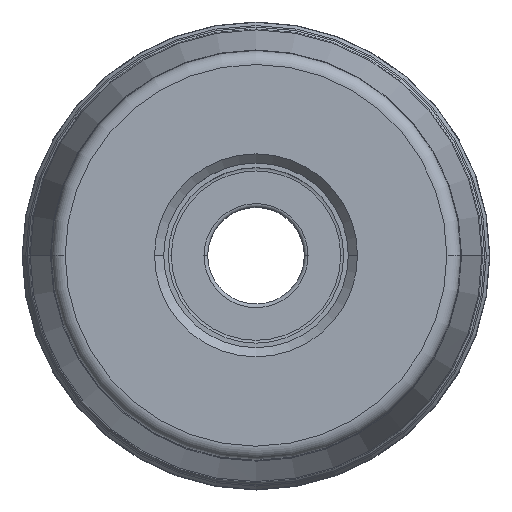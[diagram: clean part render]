
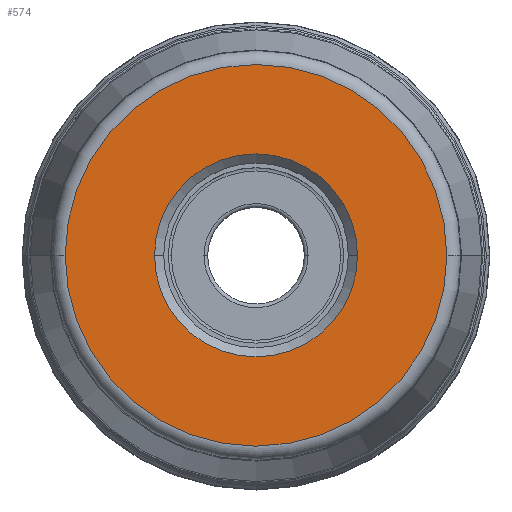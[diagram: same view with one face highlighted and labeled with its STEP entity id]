
A CAD part, top view. The second image highlights one B-rep face of the part: STEP entity #574.
In plain terms, the highlighted planar face has unit normal (0, 0, 1).
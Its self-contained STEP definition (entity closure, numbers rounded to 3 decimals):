
#574=ADVANCED_FACE('',(#621,#622),#609,.F.);
#609=PLANE('',#3395);
#621=FACE_BOUND('',#774,.T.);
#622=FACE_BOUND('',#775,.T.);
#774=EDGE_LOOP('',(#1417,#1418,#1419,#1420));
#775=EDGE_LOOP('',(#1421,#1422,#1423,#1424));
#1417=ORIENTED_EDGE('',*,*,#2129,.F.);
#1418=ORIENTED_EDGE('',*,*,#2127,.F.);
#1419=ORIENTED_EDGE('',*,*,#2126,.T.);
#1420=ORIENTED_EDGE('',*,*,#2130,.T.);
#1421=ORIENTED_EDGE('',*,*,#2131,.T.);
#1422=ORIENTED_EDGE('',*,*,#2132,.T.);
#1423=ORIENTED_EDGE('',*,*,#2133,.T.);
#1424=ORIENTED_EDGE('',*,*,#2134,.T.);
#1761=VERTEX_POINT('',#6349);
#1762=VERTEX_POINT('',#6351);
#1763=VERTEX_POINT('',#6353);
#1764=VERTEX_POINT('',#6357);
#1765=VERTEX_POINT('',#6361);
#1766=VERTEX_POINT('',#6362);
#1767=VERTEX_POINT('',#6364);
#1768=VERTEX_POINT('',#6366);
#2126=EDGE_CURVE('',#1762,#1761,#2597,.T.);
#2127=EDGE_CURVE('',#1762,#1763,#2598,.T.);
#2129=EDGE_CURVE('',#1763,#1764,#2600,.T.);
#2130=EDGE_CURVE('',#1761,#1764,#2601,.T.);
#2131=EDGE_CURVE('',#1765,#1766,#2602,.T.);
#2132=EDGE_CURVE('',#1766,#1767,#2603,.T.);
#2133=EDGE_CURVE('',#1767,#1768,#2604,.T.);
#2134=EDGE_CURVE('',#1768,#1765,#2605,.T.);
#2597=CIRCLE('',#3384,20.725);
#2598=CIRCLE('',#3385,20.725);
#2600=CIRCLE('',#3388,20.725);
#2601=CIRCLE('',#3389,20.725);
#2602=CIRCLE('',#3391,11.025);
#2603=CIRCLE('',#3392,11.025);
#2604=CIRCLE('',#3393,11.025);
#2605=CIRCLE('',#3394,11.025);
#3384=AXIS2_PLACEMENT_3D('',#6350,#4200,#4201);
#3385=AXIS2_PLACEMENT_3D('',#6352,#4202,#4203);
#3388=AXIS2_PLACEMENT_3D('',#6356,#4208,#4209);
#3389=AXIS2_PLACEMENT_3D('',#6358,#4210,#4211);
#3391=AXIS2_PLACEMENT_3D('',#6360,#4214,#4215);
#3392=AXIS2_PLACEMENT_3D('',#6363,#4216,#4217);
#3393=AXIS2_PLACEMENT_3D('',#6365,#4218,#4219);
#3394=AXIS2_PLACEMENT_3D('',#6367,#4220,#4221);
#3395=AXIS2_PLACEMENT_3D('',#6368,#4222,#4223);
#4200=DIRECTION('',(0.,0.,1.));
#4201=DIRECTION('',(1.,0.,0.));
#4202=DIRECTION('',(0.,0.,-1.));
#4203=DIRECTION('',(-1.,0.,0.));
#4208=DIRECTION('',(0.,0.,-1.));
#4209=DIRECTION('',(-1.,0.,0.));
#4210=DIRECTION('',(0.,0.,1.));
#4211=DIRECTION('',(1.,0.,0.));
#4214=DIRECTION('',(0.,0.,-1.));
#4215=DIRECTION('',(0.,-1.,0.));
#4216=DIRECTION('',(0.,0.,-1.));
#4217=DIRECTION('',(-1.,0.,0.));
#4218=DIRECTION('',(0.,0.,-1.));
#4219=DIRECTION('',(0.,1.,0.));
#4220=DIRECTION('',(0.,0.,-1.));
#4221=DIRECTION('',(1.,0.,0.));
#4222=DIRECTION('',(0.,0.,-1.));
#4223=DIRECTION('',(1.,0.,0.));
#6349=CARTESIAN_POINT('',(20.725,0.,0.));
#6350=CARTESIAN_POINT('',(0.,0.,0.));
#6351=CARTESIAN_POINT('',(20.725,-0.02,0.));
#6352=CARTESIAN_POINT('',(0.,0.,0.));
#6353=CARTESIAN_POINT('',(-20.725,0.,0.));
#6356=CARTESIAN_POINT('',(0.,0.,0.));
#6357=CARTESIAN_POINT('',(-20.725,0.02,0.));
#6358=CARTESIAN_POINT('',(0.,0.,0.));
#6360=CARTESIAN_POINT('',(0.,0.,0.));
#6361=CARTESIAN_POINT('',(0.,-11.025,0.));
#6362=CARTESIAN_POINT('',(-11.025,0.,0.));
#6363=CARTESIAN_POINT('',(0.,0.,0.));
#6364=CARTESIAN_POINT('',(0.,11.025,0.));
#6365=CARTESIAN_POINT('',(0.,0.,0.));
#6366=CARTESIAN_POINT('',(11.025,0.,0.));
#6367=CARTESIAN_POINT('',(0.,0.,0.));
#6368=CARTESIAN_POINT('',(0.,0.,0.));
